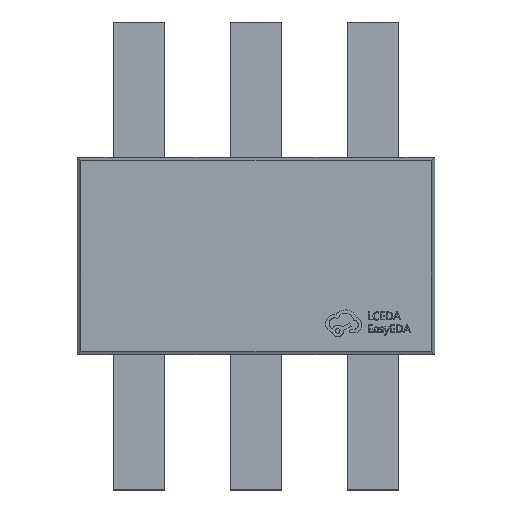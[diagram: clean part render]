
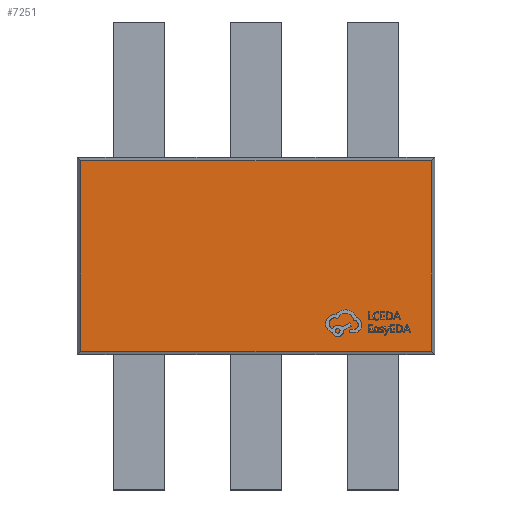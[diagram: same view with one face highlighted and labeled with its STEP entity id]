
A CAD part, top view. The second image highlights one B-rep face of the part: STEP entity #7251.
In plain terms, the highlighted planar face has unit normal (0, 0, 1).
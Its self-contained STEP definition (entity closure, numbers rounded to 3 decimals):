
#2 = LINE ( 'NONE', #5937, #3103 ) ;
#155 = LINE ( 'NONE', #2123, #8889 ) ;
#649 = CARTESIAN_POINT ( 'NONE',  ( -1.424, 0.774, 0.75 ) ) ;
#1497 = FACE_OUTER_BOUND ( 'NONE', #1977, .T. ) ;
#1650 = DIRECTION ( 'NONE',  ( -1., 0., 0. ) ) ;
#1803 = LINE ( 'NONE', #4863, #11464 ) ;
#1977 = EDGE_LOOP ( 'NONE', ( #2486, #10139, #6010, #6517 ) ) ;
#2123 = CARTESIAN_POINT ( 'NONE',  ( 1.45, -0.774, 0.75 ) ) ;
#2486 = ORIENTED_EDGE ( 'NONE', *, *, #8513, .F. ) ;
#2821 = DIRECTION ( 'NONE',  ( 0., 0., 1. ) ) ;
#3103 = VECTOR ( 'NONE', #6079, 1000. ) ;
#3615 = VERTEX_POINT ( 'NONE', #10910 ) ;
#3628 = PLANE ( 'NONE',  #10149 ) ;
#3774 = CARTESIAN_POINT ( 'NONE',  ( -1.424, -0.774, 0.75 ) ) ;
#3817 = EDGE_CURVE ( 'NONE', #12912, #10251, #2, .T. ) ;
#4799 = DIRECTION ( 'NONE',  ( 0., -1., 0. ) ) ;
#4863 = CARTESIAN_POINT ( 'NONE',  ( 1.424, 1.9, 0.75 ) ) ;
#5726 = DIRECTION ( 'NONE',  ( 1., 0., 0. ) ) ;
#5937 = CARTESIAN_POINT ( 'NONE',  ( -1.424, 1.9, 0.75 ) ) ;
#6010 = ORIENTED_EDGE ( 'NONE', *, *, #3817, .T. ) ;
#6079 = DIRECTION ( 'NONE',  ( 0., -1., 0. ) ) ;
#6517 = ORIENTED_EDGE ( 'NONE', *, *, #6931, .F. ) ;
#6931 = EDGE_CURVE ( 'NONE', #3615, #10251, #155, .T. ) ;
#6947 = EDGE_CURVE ( 'NONE', #10702, #12912, #12388, .T. ) ;
#7251 = ADVANCED_FACE ( 'NONE', ( #1497 ), #3628, .T. ) ;
#7770 = CARTESIAN_POINT ( 'NONE',  ( 0., 0., 0.75 ) ) ;
#8513 = EDGE_CURVE ( 'NONE', #10702, #3615, #1803, .T. ) ;
#8889 = VECTOR ( 'NONE', #11108, 1000. ) ;
#10139 = ORIENTED_EDGE ( 'NONE', *, *, #6947, .T. ) ;
#10149 = AXIS2_PLACEMENT_3D ( 'NONE', #7770, #2821, #5726 ) ;
#10251 = VERTEX_POINT ( 'NONE', #3774 ) ;
#10702 = VERTEX_POINT ( 'NONE', #10804 ) ;
#10804 = CARTESIAN_POINT ( 'NONE',  ( 1.424, 0.774, 0.75 ) ) ;
#10910 = CARTESIAN_POINT ( 'NONE',  ( 1.424, -0.774, 0.75 ) ) ;
#11108 = DIRECTION ( 'NONE',  ( -1., 0., 0. ) ) ;
#11362 = CARTESIAN_POINT ( 'NONE',  ( 1.45, 0.774, 0.75 ) ) ;
#11464 = VECTOR ( 'NONE', #4799, 1000. ) ;
#12388 = LINE ( 'NONE', #11362, #12831 ) ;
#12831 = VECTOR ( 'NONE', #1650, 1000. ) ;
#12912 = VERTEX_POINT ( 'NONE', #649 ) ;
